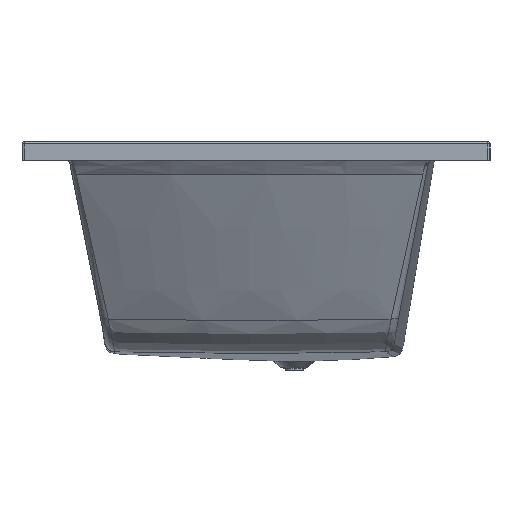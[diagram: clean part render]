
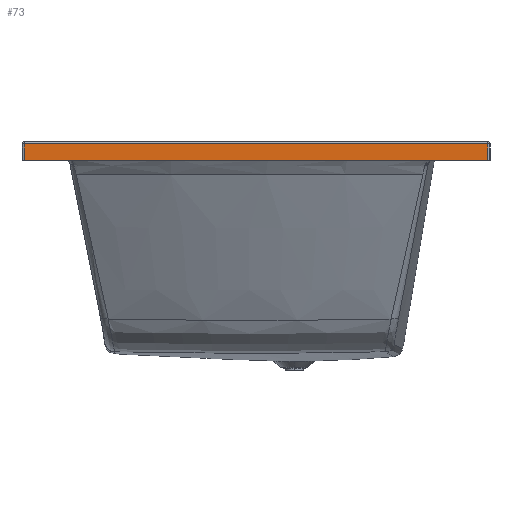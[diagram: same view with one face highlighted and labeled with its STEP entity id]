
A CAD part, left-side view. The second image highlights one B-rep face of the part: STEP entity #73.
In plain terms, the highlighted free-form (B-spline) face has degree [1, 3] with [2, 4] control points.
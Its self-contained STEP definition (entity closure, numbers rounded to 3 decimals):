
#73=ADVANCED_FACE('',(#165),#1441,.T.);
#165=FACE_OUTER_BOUND('',#251,.T.);
#251=EDGE_LOOP('',(#363,#364,#365,#366));
#363=ORIENTED_EDGE('',*,*,#797,.T.);
#364=ORIENTED_EDGE('',*,*,#798,.T.);
#365=ORIENTED_EDGE('',*,*,#799,.T.);
#366=ORIENTED_EDGE('',*,*,#800,.T.);
#797=EDGE_CURVE('',#1265,#1266,#1108,.T.);
#798=EDGE_CURVE('',#1266,#1267,#1109,.T.);
#799=EDGE_CURVE('',#1267,#1268,#1110,.T.);
#800=EDGE_CURVE('',#1268,#1265,#1111,.T.);
#1108=B_SPLINE_CURVE_WITH_KNOTS('',1,(#25926,#25927),.UNSPECIFIED.,.F.,
 .F.,(2,2),(0.,35.),.UNSPECIFIED.);
#1109=B_SPLINE_CURVE_WITH_KNOTS('',3,(#25928,#25929,#25930,#25931),
 .UNSPECIFIED.,.F.,.F.,(4,4),(0.,970.),.UNSPECIFIED.);
#1110=B_SPLINE_CURVE_WITH_KNOTS('',1,(#25932,#25933),.UNSPECIFIED.,.F.,
 .F.,(2,2),(-35.,0.),.UNSPECIFIED.);
#1111=B_SPLINE_CURVE_WITH_KNOTS('',3,(#25934,#25935,#25936,#25937),
 .UNSPECIFIED.,.F.,.F.,(4,4),(-970.,0.),.UNSPECIFIED.);
#1265=VERTEX_POINT('',#25532);
#1266=VERTEX_POINT('',#25533);
#1267=VERTEX_POINT('',#25534);
#1268=VERTEX_POINT('',#25535);
#1441=B_SPLINE_SURFACE_WITH_KNOTS('',1,3,((#1547,#1548,#1549,#1550),(#1551,
#1552,#1553,#1554)),.UNSPECIFIED.,.F.,.F.,.F.,(2,2),(4,4),(0.,35.),(0.,
970.),.UNSPECIFIED.);
#1547=CARTESIAN_POINT('',(-1595.,5.,-5.031));
#1548=CARTESIAN_POINT('',(-1595.,328.332,-5.031));
#1549=CARTESIAN_POINT('',(-1595.,651.666,-5.031));
#1550=CARTESIAN_POINT('',(-1595.,975.,-5.031));
#1551=CARTESIAN_POINT('',(-1595.,5.,-40.031));
#1552=CARTESIAN_POINT('',(-1595.,328.332,-40.031));
#1553=CARTESIAN_POINT('',(-1595.,651.666,-40.031));
#1554=CARTESIAN_POINT('',(-1595.,975.,-40.031));
#25532=CARTESIAN_POINT('',(-1595.,5.,-5.031));
#25533=CARTESIAN_POINT('',(-1595.,5.,-40.031));
#25534=CARTESIAN_POINT('',(-1595.,975.,-40.031));
#25535=CARTESIAN_POINT('',(-1595.,975.,-5.031));
#25926=CARTESIAN_POINT('',(-1595.,5.,-5.031));
#25927=CARTESIAN_POINT('',(-1595.,5.,-40.031));
#25928=CARTESIAN_POINT('',(-1595.,5.,-40.031));
#25929=CARTESIAN_POINT('',(-1595.,328.332,-40.031));
#25930=CARTESIAN_POINT('',(-1595.,651.666,-40.031));
#25931=CARTESIAN_POINT('',(-1595.,975.,-40.031));
#25932=CARTESIAN_POINT('',(-1595.,975.,-40.031));
#25933=CARTESIAN_POINT('',(-1595.,975.,-5.031));
#25934=CARTESIAN_POINT('',(-1595.,975.,-5.031));
#25935=CARTESIAN_POINT('',(-1595.,651.666,-5.031));
#25936=CARTESIAN_POINT('',(-1595.,328.332,-5.031));
#25937=CARTESIAN_POINT('',(-1595.,5.,-5.031));
